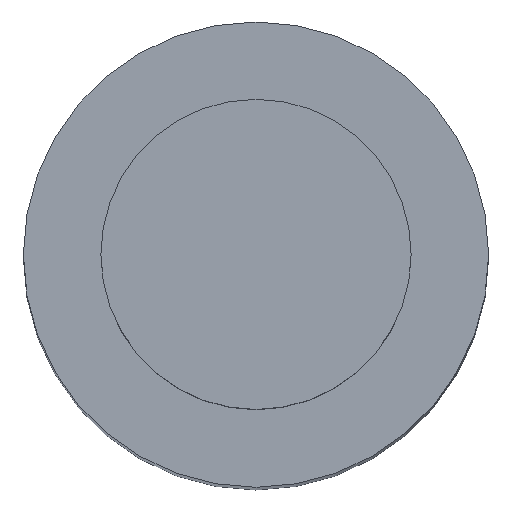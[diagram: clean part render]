
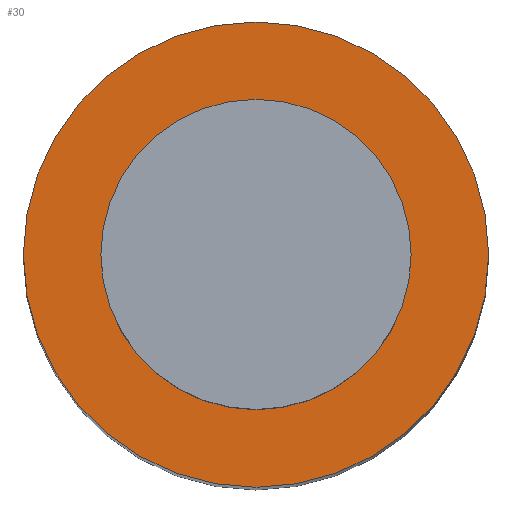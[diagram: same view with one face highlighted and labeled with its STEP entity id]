
A CAD part, top view. The second image highlights one B-rep face of the part: STEP entity #30.
In plain terms, the highlighted planar face has unit normal (0, 0, 1).
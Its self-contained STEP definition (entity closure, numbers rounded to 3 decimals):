
#6 = CARTESIAN_POINT ( 'NONE',  ( 30., 0., 0. ) ) ;
#9 = DIRECTION ( 'NONE',  ( 0., 0., 1. ) ) ;
#15 = CIRCLE ( 'NONE', #91, 30. ) ;
#30 = ADVANCED_FACE ( 'NONE', ( #227 ), #32, .T. ) ;
#32 = PLANE ( 'NONE',  #243 ) ;
#43 = EDGE_CURVE ( 'NONE', #89, #185, #15, .T. ) ;
#54 = ORIENTED_EDGE ( 'NONE', *, *, #43, .T. ) ;
#70 = AXIS2_PLACEMENT_3D ( 'NONE', #151, #9, #136 ) ;
#72 = DIRECTION ( 'NONE',  ( 1., 0., 0. ) ) ;
#89 = VERTEX_POINT ( 'NONE', #114 ) ;
#90 = CARTESIAN_POINT ( 'NONE',  ( 0., 0., 0. ) ) ;
#91 = AXIS2_PLACEMENT_3D ( 'NONE', #90, #240, #72 ) ;
#108 = ORIENTED_EDGE ( 'NONE', *, *, #124, .T. ) ;
#109 = DIRECTION ( 'NONE',  ( 1., 0., 0. ) ) ;
#114 = CARTESIAN_POINT ( 'NONE',  ( -30., 0., 0. ) ) ;
#124 = EDGE_CURVE ( 'NONE', #185, #89, #186, .T. ) ;
#127 = CARTESIAN_POINT ( 'NONE',  ( 0., 0., 0. ) ) ;
#136 = DIRECTION ( 'NONE',  ( 1., 0., 0. ) ) ;
#151 = CARTESIAN_POINT ( 'NONE',  ( 0., 0., 0. ) ) ;
#185 = VERTEX_POINT ( 'NONE', #6 ) ;
#186 = CIRCLE ( 'NONE', #70, 30. ) ;
#201 = DIRECTION ( 'NONE',  ( 0., 0., 1. ) ) ;
#203 = EDGE_LOOP ( 'NONE', ( #108, #54 ) ) ;
#227 = FACE_OUTER_BOUND ( 'NONE', #203, .T. ) ;
#240 = DIRECTION ( 'NONE',  ( 0., 0., 1. ) ) ;
#243 = AXIS2_PLACEMENT_3D ( 'NONE', #127, #201, #109 ) ;
